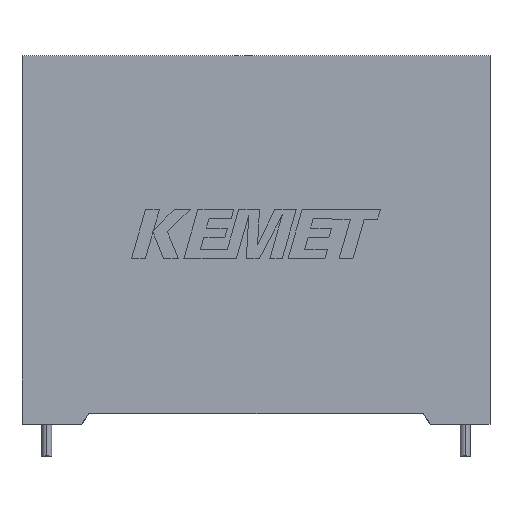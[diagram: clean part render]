
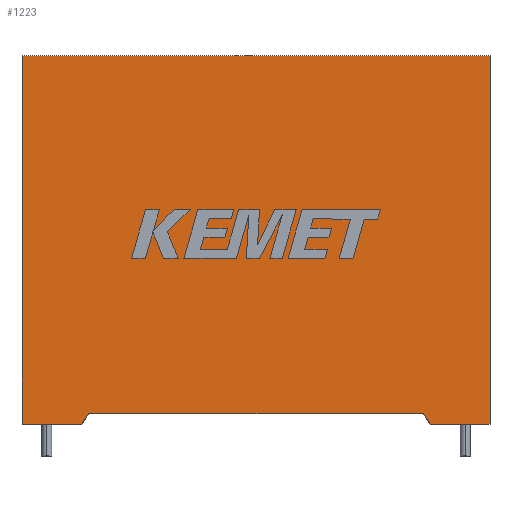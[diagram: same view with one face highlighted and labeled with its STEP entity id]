
A CAD part, top view. The second image highlights one B-rep face of the part: STEP entity #1223.
In plain terms, the highlighted planar face has unit normal (0, 0, 1).
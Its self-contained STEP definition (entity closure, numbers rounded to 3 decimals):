
#6 = CARTESIAN_POINT ( 'NONE',  ( 8.4, 1.358, 31.2 ) ) ;
#45 = LINE ( 'NONE', #1580, #522 ) ;
#91 = ORIENTED_EDGE ( 'NONE', *, *, #2139, .T. ) ;
#92 = VECTOR ( 'NONE', #2999, 1000. ) ;
#108 = DIRECTION ( 'NONE',  ( 0.552, -0.834, 0. ) ) ;
#121 = ORIENTED_EDGE ( 'NONE', *, *, #1520, .T. ) ;
#206 = VECTOR ( 'NONE', #1950, 1000. ) ;
#248 = CARTESIAN_POINT ( 'NONE',  ( 29.35, 1.358, 31.2 ) ) ;
#262 = LINE ( 'NONE', #6, #1819 ) ;
#274 = ORIENTED_EDGE ( 'NONE', *, *, #2696, .T. ) ;
#389 = VERTEX_POINT ( 'NONE', #1247 ) ;
#405 = DIRECTION ( 'NONE',  ( 0., 0., -1. ) ) ;
#459 = CARTESIAN_POINT ( 'NONE',  ( 58.7, 0., 31.2 ) ) ;
#522 = VECTOR ( 'NONE', #1354, 1000. ) ;
#612 = VECTOR ( 'NONE', #1152, 1000. ) ;
#623 = LINE ( 'NONE', #248, #206 ) ;
#647 = CARTESIAN_POINT ( 'NONE',  ( 58.7, 46.2, 31.2 ) ) ;
#875 = VERTEX_POINT ( 'NONE', #2444 ) ;
#918 = CARTESIAN_POINT ( 'NONE',  ( 0., 0., 31.2 ) ) ;
#920 = ORIENTED_EDGE ( 'NONE', *, *, #1386, .T. ) ;
#946 = LINE ( 'NONE', #2615, #1511 ) ;
#1025 = EDGE_LOOP ( 'NONE', ( #3059, #1918, #121, #2750, #920, #274, #91, #2613 ) ) ;
#1152 = DIRECTION ( 'NONE',  ( -1., 0., 0. ) ) ;
#1205 = CARTESIAN_POINT ( 'NONE',  ( 50.3, 1.358, 31.2 ) ) ;
#1221 = FACE_OUTER_BOUND ( 'NONE', #1025, .T. ) ;
#1223 = ADVANCED_FACE ( 'NONE', ( #1221 ), #2840, .F. ) ;
#1232 = EDGE_CURVE ( 'NONE', #2310, #875, #3097, .T. ) ;
#1247 = CARTESIAN_POINT ( 'NONE',  ( 0., 46.2, 31.2 ) ) ;
#1354 = DIRECTION ( 'NONE',  ( 0., -1., 0. ) ) ;
#1363 = EDGE_CURVE ( 'NONE', #2227, #2723, #2056, .T. ) ;
#1378 = LINE ( 'NONE', #1891, #92 ) ;
#1386 = EDGE_CURVE ( 'NONE', #2723, #389, #2855, .T. ) ;
#1511 = VECTOR ( 'NONE', #2600, 1000. ) ;
#1520 = EDGE_CURVE ( 'NONE', #875, #2227, #1378, .T. ) ;
#1523 = VECTOR ( 'NONE', #1669, 1000. ) ;
#1580 = CARTESIAN_POINT ( 'NONE',  ( 0., 0., 31.2 ) ) ;
#1648 = DIRECTION ( 'NONE',  ( -1., 0., 0. ) ) ;
#1669 = DIRECTION ( 'NONE',  ( 0., 1., 0. ) ) ;
#1684 = CARTESIAN_POINT ( 'NONE',  ( 8.4, 1.358, 31.2 ) ) ;
#1807 = AXIS2_PLACEMENT_3D ( 'NONE', #918, #405, #1648 ) ;
#1819 = VECTOR ( 'NONE', #2416, 1000. ) ;
#1891 = CARTESIAN_POINT ( 'NONE',  ( 0., 0., 31.2 ) ) ;
#1918 = ORIENTED_EDGE ( 'NONE', *, *, #1232, .T. ) ;
#1950 = DIRECTION ( 'NONE',  ( -1., 0., 0. ) ) ;
#2010 = CARTESIAN_POINT ( 'NONE',  ( 0., 0., 31.2 ) ) ;
#2056 = LINE ( 'NONE', #2664, #1523 ) ;
#2139 = EDGE_CURVE ( 'NONE', #2505, #2853, #946, .T. ) ;
#2205 = EDGE_CURVE ( 'NONE', #2899, #2853, #262, .T. ) ;
#2227 = VERTEX_POINT ( 'NONE', #459 ) ;
#2310 = VERTEX_POINT ( 'NONE', #1205 ) ;
#2415 = VECTOR ( 'NONE', #108, 1000. ) ;
#2416 = DIRECTION ( 'NONE',  ( -0.552, -0.834, 0. ) ) ;
#2433 = CARTESIAN_POINT ( 'NONE',  ( 7.5, 0., 31.2 ) ) ;
#2444 = CARTESIAN_POINT ( 'NONE',  ( 51.2, 0., 31.2 ) ) ;
#2505 = VERTEX_POINT ( 'NONE', #2010 ) ;
#2600 = DIRECTION ( 'NONE',  ( 1., 0., 0. ) ) ;
#2613 = ORIENTED_EDGE ( 'NONE', *, *, #2205, .F. ) ;
#2615 = CARTESIAN_POINT ( 'NONE',  ( 0., 0., 31.2 ) ) ;
#2664 = CARTESIAN_POINT ( 'NONE',  ( 58.7, 0., 31.2 ) ) ;
#2696 = EDGE_CURVE ( 'NONE', #389, #2505, #45, .T. ) ;
#2723 = VERTEX_POINT ( 'NONE', #647 ) ;
#2750 = ORIENTED_EDGE ( 'NONE', *, *, #1363, .T. ) ;
#2768 = CARTESIAN_POINT ( 'NONE',  ( 50.3, 1.358, 31.2 ) ) ;
#2840 = PLANE ( 'NONE',  #1807 ) ;
#2853 = VERTEX_POINT ( 'NONE', #2433 ) ;
#2855 = LINE ( 'NONE', #3123, #612 ) ;
#2899 = VERTEX_POINT ( 'NONE', #1684 ) ;
#2956 = EDGE_CURVE ( 'NONE', #2310, #2899, #623, .T. ) ;
#2999 = DIRECTION ( 'NONE',  ( 1., 0., 0. ) ) ;
#3059 = ORIENTED_EDGE ( 'NONE', *, *, #2956, .F. ) ;
#3097 = LINE ( 'NONE', #2768, #2415 ) ;
#3123 = CARTESIAN_POINT ( 'NONE',  ( 0., 46.2, 31.2 ) ) ;
